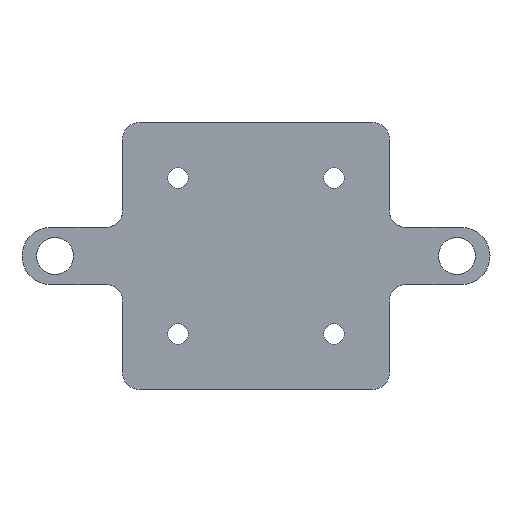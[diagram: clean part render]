
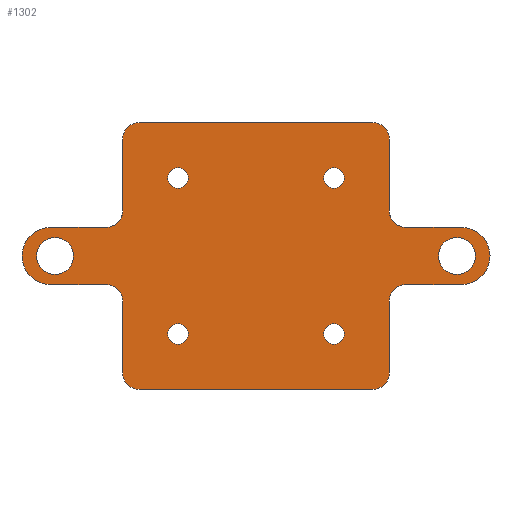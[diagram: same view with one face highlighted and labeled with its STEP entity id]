
A CAD part, front view. The second image highlights one B-rep face of the part: STEP entity #1302.
In plain terms, the highlighted planar face has unit normal (0, -1, 0).
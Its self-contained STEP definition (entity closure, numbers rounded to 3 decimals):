
#29=FACE_BOUND('',#187,.T.);
#30=FACE_BOUND('',#188,.T.);
#31=FACE_BOUND('',#189,.T.);
#32=FACE_BOUND('',#190,.T.);
#33=FACE_BOUND('',#191,.T.);
#34=FACE_BOUND('',#192,.T.);
#59=PLANE('',#1418);
#108=FACE_OUTER_BOUND('',#186,.T.);
#186=EDGE_LOOP('',(#977,#978,#979,#980,#981,#982,#983,#984,#985,#986,#987,
#988,#989,#990,#991,#992,#993,#994,#995,#996));
#187=EDGE_LOOP('',(#997));
#188=EDGE_LOOP('',(#998));
#189=EDGE_LOOP('',(#999));
#190=EDGE_LOOP('',(#1000));
#191=EDGE_LOOP('',(#1001));
#192=EDGE_LOOP('',(#1002));
#258=LINE('',#1940,#375);
#265=LINE('',#1964,#382);
#269=LINE('',#1980,#386);
#280=LINE('',#2019,#397);
#284=LINE('',#2031,#401);
#288=LINE('',#2043,#405);
#300=LINE('',#2079,#417);
#304=LINE('',#2090,#421);
#305=LINE('',#2092,#422);
#306=LINE('',#2093,#423);
#375=VECTOR('',#1549,10.);
#382=VECTOR('',#1556,10.);
#386=VECTOR('',#1570,10.);
#397=VECTOR('',#1591,10.);
#401=VECTOR('',#1603,10.);
#405=VECTOR('',#1615,10.);
#417=VECTOR('',#1647,10.);
#421=VECTOR('',#1661,10.);
#422=VECTOR('',#1664,10.);
#423=VECTOR('',#1665,10.);
#484=CIRCLE('',#1371,2.5);
#486=CIRCLE('',#1374,2.5);
#488=CIRCLE('',#1377,2.5);
#490=CIRCLE('',#1380,2.5);
#493=CIRCLE('',#1384,4.);
#495=CIRCLE('',#1388,4.);
#499=CIRCLE('',#1394,4.);
#501=CIRCLE('',#1398,4.);
#503=CIRCLE('',#1402,4.);
#506=CIRCLE('',#1408,4.);
#510=CIRCLE('',#1415,4.);
#511=CIRCLE('',#1417,4.);
#512=CIRCLE('',#1419,7.);
#513=CIRCLE('',#1420,7.);
#514=CIRCLE('',#1421,4.5);
#515=CIRCLE('',#1422,4.5);
#545=VERTEX_POINT('',#1902);
#547=VERTEX_POINT('',#1908);
#549=VERTEX_POINT('',#1914);
#551=VERTEX_POINT('',#1920);
#555=VERTEX_POINT('',#1929);
#556=VERTEX_POINT('',#1931);
#558=VERTEX_POINT('',#1937);
#559=VERTEX_POINT('',#1939);
#566=VERTEX_POINT('',#1962);
#569=VERTEX_POINT('',#1969);
#570=VERTEX_POINT('',#1971);
#573=VERTEX_POINT('',#1979);
#582=VERTEX_POINT('',#2007);
#583=VERTEX_POINT('',#2009);
#586=VERTEX_POINT('',#2017);
#588=VERTEX_POINT('',#2023);
#590=VERTEX_POINT('',#2029);
#592=VERTEX_POINT('',#2035);
#594=VERTEX_POINT('',#2041);
#598=VERTEX_POINT('',#2052);
#599=VERTEX_POINT('',#2054);
#608=VERTEX_POINT('',#2078);
#609=VERTEX_POINT('',#2082);
#610=VERTEX_POINT('',#2086);
#611=VERTEX_POINT('',#2095);
#612=VERTEX_POINT('',#2097);
#669=EDGE_CURVE('',#545,#545,#484,.T.);
#672=EDGE_CURVE('',#547,#547,#486,.T.);
#675=EDGE_CURVE('',#549,#549,#488,.T.);
#678=EDGE_CURVE('',#551,#551,#490,.T.);
#683=EDGE_CURVE('',#555,#556,#493,.T.);
#687=EDGE_CURVE('',#558,#559,#258,.T.);
#695=EDGE_CURVE('',#555,#566,#265,.T.);
#698=EDGE_CURVE('',#569,#570,#495,.T.);
#702=EDGE_CURVE('',#573,#570,#269,.T.);
#712=EDGE_CURVE('',#582,#583,#499,.T.);
#717=EDGE_CURVE('',#586,#582,#280,.T.);
#720=EDGE_CURVE('',#588,#558,#501,.T.);
#723=EDGE_CURVE('',#588,#590,#284,.T.);
#726=EDGE_CURVE('',#592,#590,#503,.T.);
#729=EDGE_CURVE('',#592,#594,#288,.T.);
#734=EDGE_CURVE('',#598,#599,#506,.T.);
#747=EDGE_CURVE('',#599,#608,#300,.T.);
#749=EDGE_CURVE('',#608,#609,#510,.T.);
#751=EDGE_CURVE('',#610,#594,#511,.T.);
#753=EDGE_CURVE('',#610,#556,#304,.T.);
#754=EDGE_CURVE('',#573,#566,#512,.T.);
#755=EDGE_CURVE('',#569,#609,#305,.T.);
#756=EDGE_CURVE('',#598,#583,#306,.T.);
#757=EDGE_CURVE('',#559,#586,#513,.T.);
#758=EDGE_CURVE('',#611,#611,#514,.T.);
#759=EDGE_CURVE('',#612,#612,#515,.T.);
#977=ORIENTED_EDGE('',*,*,#726,.F.);
#978=ORIENTED_EDGE('',*,*,#729,.T.);
#979=ORIENTED_EDGE('',*,*,#751,.F.);
#980=ORIENTED_EDGE('',*,*,#753,.T.);
#981=ORIENTED_EDGE('',*,*,#683,.F.);
#982=ORIENTED_EDGE('',*,*,#695,.T.);
#983=ORIENTED_EDGE('',*,*,#754,.F.);
#984=ORIENTED_EDGE('',*,*,#702,.T.);
#985=ORIENTED_EDGE('',*,*,#698,.F.);
#986=ORIENTED_EDGE('',*,*,#755,.T.);
#987=ORIENTED_EDGE('',*,*,#749,.F.);
#988=ORIENTED_EDGE('',*,*,#747,.F.);
#989=ORIENTED_EDGE('',*,*,#734,.F.);
#990=ORIENTED_EDGE('',*,*,#756,.T.);
#991=ORIENTED_EDGE('',*,*,#712,.F.);
#992=ORIENTED_EDGE('',*,*,#717,.F.);
#993=ORIENTED_EDGE('',*,*,#757,.F.);
#994=ORIENTED_EDGE('',*,*,#687,.F.);
#995=ORIENTED_EDGE('',*,*,#720,.F.);
#996=ORIENTED_EDGE('',*,*,#723,.T.);
#997=ORIENTED_EDGE('',*,*,#669,.T.);
#998=ORIENTED_EDGE('',*,*,#672,.T.);
#999=ORIENTED_EDGE('',*,*,#675,.T.);
#1000=ORIENTED_EDGE('',*,*,#678,.T.);
#1001=ORIENTED_EDGE('',*,*,#758,.T.);
#1002=ORIENTED_EDGE('',*,*,#759,.T.);
#1302=ADVANCED_FACE('',(#108,#29,#30,#31,#32,#33,#34),#59,.F.);
#1371=AXIS2_PLACEMENT_3D('',#1903,#1511,#1512);
#1374=AXIS2_PLACEMENT_3D('',#1909,#1518,#1519);
#1377=AXIS2_PLACEMENT_3D('',#1915,#1525,#1526);
#1380=AXIS2_PLACEMENT_3D('',#1921,#1532,#1533);
#1384=AXIS2_PLACEMENT_3D('',#1932,#1542,#1543);
#1388=AXIS2_PLACEMENT_3D('',#1972,#1562,#1563);
#1394=AXIS2_PLACEMENT_3D('',#2010,#1583,#1584);
#1398=AXIS2_PLACEMENT_3D('',#2025,#1597,#1598);
#1402=AXIS2_PLACEMENT_3D('',#2037,#1609,#1610);
#1408=AXIS2_PLACEMENT_3D('',#2055,#1626,#1627);
#1415=AXIS2_PLACEMENT_3D('',#2083,#1651,#1652);
#1417=AXIS2_PLACEMENT_3D('',#2087,#1656,#1657);
#1418=AXIS2_PLACEMENT_3D('',#2089,#1659,#1660);
#1419=AXIS2_PLACEMENT_3D('',#2091,#1662,#1663);
#1420=AXIS2_PLACEMENT_3D('',#2094,#1666,#1667);
#1421=AXIS2_PLACEMENT_3D('',#2096,#1668,#1669);
#1422=AXIS2_PLACEMENT_3D('',#2098,#1670,#1671);
#1511=DIRECTION('center_axis',(0.,1.,0.));
#1512=DIRECTION('ref_axis',(1.,0.,0.));
#1518=DIRECTION('center_axis',(0.,1.,0.));
#1519=DIRECTION('ref_axis',(1.,0.,0.));
#1525=DIRECTION('center_axis',(0.,1.,0.));
#1526=DIRECTION('ref_axis',(1.,0.,0.));
#1532=DIRECTION('center_axis',(0.,1.,0.));
#1533=DIRECTION('ref_axis',(1.,0.,0.));
#1542=DIRECTION('center_axis',(0.,-1.,0.));
#1543=DIRECTION('ref_axis',(-0.707,0.,0.707));
#1549=DIRECTION('',(-1.,0.,0.));
#1556=DIRECTION('',(1.,0.,0.));
#1562=DIRECTION('center_axis',(0.,-1.,0.));
#1563=DIRECTION('ref_axis',(-0.707,0.,-0.707));
#1570=DIRECTION('',(-1.,0.,0.));
#1583=DIRECTION('center_axis',(0.,-1.,0.));
#1584=DIRECTION('ref_axis',(0.707,0.,-0.707));
#1591=DIRECTION('',(1.,0.,0.));
#1597=DIRECTION('center_axis',(0.,-1.,0.));
#1598=DIRECTION('ref_axis',(0.707,0.,0.707));
#1603=DIRECTION('',(0.,0.,-1.));
#1609=DIRECTION('center_axis',(0.,1.,0.));
#1610=DIRECTION('ref_axis',(-0.707,0.,-0.707));
#1615=DIRECTION('',(1.,0.,0.));
#1626=DIRECTION('center_axis',(0.,1.,0.));
#1627=DIRECTION('ref_axis',(-0.707,0.,0.707));
#1647=DIRECTION('',(1.,0.,0.));
#1651=DIRECTION('center_axis',(0.,1.,0.));
#1652=DIRECTION('ref_axis',(0.707,0.,0.707));
#1656=DIRECTION('center_axis',(0.,1.,0.));
#1657=DIRECTION('ref_axis',(0.707,0.,-0.707));
#1659=DIRECTION('center_axis',(0.,1.,0.));
#1660=DIRECTION('ref_axis',(1.,0.,0.));
#1661=DIRECTION('',(0.,0.,1.));
#1662=DIRECTION('center_axis',(0.,1.,0.));
#1663=DIRECTION('ref_axis',(0.707,0.,0.707));
#1664=DIRECTION('',(0.,0.,1.));
#1665=DIRECTION('',(0.,0.,-1.));
#1666=DIRECTION('center_axis',(0.,1.,0.));
#1667=DIRECTION('ref_axis',(-0.707,0.,0.707));
#1668=DIRECTION('center_axis',(0.,1.,0.));
#1669=DIRECTION('ref_axis',(0.,0.,1.));
#1670=DIRECTION('center_axis',(0.,1.,0.));
#1671=DIRECTION('ref_axis',(0.,0.,1.));
#1902=CARTESIAN_POINT('',(49.002,0.,-51.506));
#1903=CARTESIAN_POINT('Origin',(51.502,0.,-51.506));
#1908=CARTESIAN_POINT('',(10.998,0.,-13.494));
#1909=CARTESIAN_POINT('Origin',(13.498,0.,-13.494));
#1914=CARTESIAN_POINT('',(49.002,0.,-13.494));
#1915=CARTESIAN_POINT('Origin',(51.502,0.,-13.494));
#1920=CARTESIAN_POINT('',(10.998,0.,-51.506));
#1921=CARTESIAN_POINT('Origin',(13.498,0.,-51.506));
#1929=CARTESIAN_POINT('',(69.,0.,-39.5));
#1931=CARTESIAN_POINT('',(65.,0.,-43.5));
#1932=CARTESIAN_POINT('Origin',(69.,0.,-43.5));
#1937=CARTESIAN_POINT('',(-4.,0.,-39.5));
#1939=CARTESIAN_POINT('',(-17.55,0.,-39.5));
#1940=CARTESIAN_POINT('',(0.,0.,-39.5));
#1962=CARTESIAN_POINT('',(82.55,0.,-39.5));
#1964=CARTESIAN_POINT('',(65.,0.,-39.5));
#1969=CARTESIAN_POINT('',(65.,0.,-21.5));
#1971=CARTESIAN_POINT('',(69.,0.,-25.5));
#1972=CARTESIAN_POINT('Origin',(69.,0.,-21.5));
#1979=CARTESIAN_POINT('',(82.55,0.,-25.5));
#1980=CARTESIAN_POINT('',(89.55,0.,-25.5));
#2007=CARTESIAN_POINT('',(-4.,0.,-25.5));
#2009=CARTESIAN_POINT('',(0.,0.,-21.5));
#2010=CARTESIAN_POINT('Origin',(-4.,0.,-21.5));
#2017=CARTESIAN_POINT('',(-17.55,0.,-25.5));
#2019=CARTESIAN_POINT('',(-24.55,0.,-25.5));
#2023=CARTESIAN_POINT('',(0.,0.,-43.5));
#2025=CARTESIAN_POINT('Origin',(-4.,0.,-43.5));
#2029=CARTESIAN_POINT('',(0.,0.,-61.));
#2031=CARTESIAN_POINT('',(0.,0.,-63.));
#2035=CARTESIAN_POINT('',(4.,0.,-65.));
#2037=CARTESIAN_POINT('Origin',(4.,0.,-61.));
#2041=CARTESIAN_POINT('',(61.,0.,-65.));
#2043=CARTESIAN_POINT('',(63.,0.,-65.));
#2052=CARTESIAN_POINT('',(0.,0.,-4.));
#2054=CARTESIAN_POINT('',(4.,0.,0.));
#2055=CARTESIAN_POINT('Origin',(4.,0.,-4.));
#2078=CARTESIAN_POINT('',(61.,0.,0.));
#2079=CARTESIAN_POINT('',(2.,0.,0.));
#2082=CARTESIAN_POINT('',(65.,0.,-4.));
#2083=CARTESIAN_POINT('Origin',(61.,0.,-4.));
#2086=CARTESIAN_POINT('',(65.,0.,-61.));
#2087=CARTESIAN_POINT('Origin',(61.,0.,-61.));
#2089=CARTESIAN_POINT('Origin',(32.5,0.,-32.5));
#2090=CARTESIAN_POINT('',(65.,0.,-2.));
#2091=CARTESIAN_POINT('Origin',(82.55,0.,-32.5));
#2092=CARTESIAN_POINT('',(65.,0.,-2.));
#2093=CARTESIAN_POINT('',(0.,0.,-63.));
#2094=CARTESIAN_POINT('Origin',(-17.55,0.,-32.5));
#2095=CARTESIAN_POINT('',(-16.5,0.,-37.));
#2096=CARTESIAN_POINT('Origin',(-16.5,0.,-32.5));
#2097=CARTESIAN_POINT('',(81.5,0.,-37.));
#2098=CARTESIAN_POINT('Origin',(81.5,0.,-32.5));
